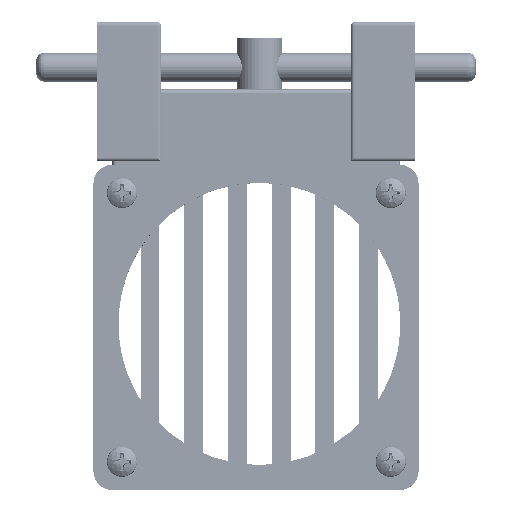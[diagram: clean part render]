
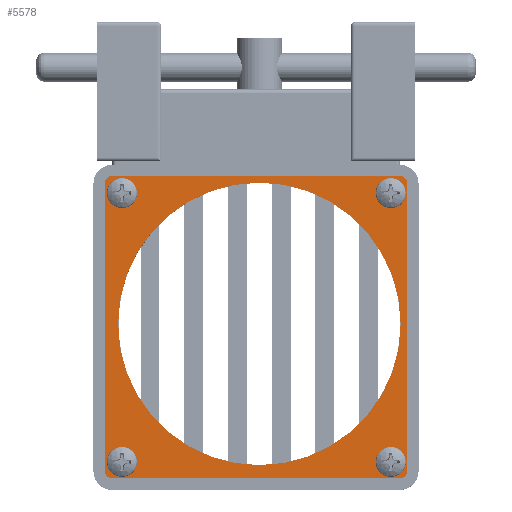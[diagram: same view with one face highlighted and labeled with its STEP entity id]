
A CAD part, top view. The second image highlights one B-rep face of the part: STEP entity #5578.
In plain terms, the highlighted planar face has unit normal (0, 0, 1).
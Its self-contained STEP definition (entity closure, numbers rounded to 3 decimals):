
#302=FACE_BOUND('',#777,.T.);
#303=FACE_BOUND('',#778,.T.);
#304=FACE_BOUND('',#779,.T.);
#305=FACE_BOUND('',#780,.T.);
#306=FACE_BOUND('',#781,.T.);
#440=FACE_OUTER_BOUND('',#776,.T.);
#776=EDGE_LOOP('',(#3852,#3853,#3854,#3855,#3856,#3857,#3858,#3859));
#777=EDGE_LOOP('',(#3860));
#778=EDGE_LOOP('',(#3861));
#779=EDGE_LOOP('',(#3862));
#780=EDGE_LOOP('',(#3863));
#781=EDGE_LOOP('',(#3864));
#1224=CIRCLE('',#5919,2.2);
#1225=CIRCLE('',#5921,2.2);
#1226=CIRCLE('',#5923,2.2);
#1227=CIRCLE('',#5925,2.2);
#1228=CIRCLE('',#5927,2.);
#1229=CIRCLE('',#5930,2.);
#1230=CIRCLE('',#5933,2.);
#1231=CIRCLE('',#5936,2.);
#1232=CIRCLE('',#5939,37.5);
#1492=LINE('',#8326,#1982);
#1495=LINE('',#8334,#1985);
#1498=LINE('',#8342,#1988);
#1501=LINE('',#8349,#1991);
#1982=VECTOR('',#6585,10.);
#1985=VECTOR('',#6594,10.);
#1988=VECTOR('',#6603,10.);
#1991=VECTOR('',#6612,10.);
#2479=VERTEX_POINT('',#8307);
#2480=VERTEX_POINT('',#8310);
#2481=VERTEX_POINT('',#8313);
#2482=VERTEX_POINT('',#8316);
#2483=VERTEX_POINT('',#8319);
#2484=VERTEX_POINT('',#8321);
#2485=VERTEX_POINT('',#8325);
#2486=VERTEX_POINT('',#8329);
#2487=VERTEX_POINT('',#8333);
#2488=VERTEX_POINT('',#8337);
#2489=VERTEX_POINT('',#8341);
#2490=VERTEX_POINT('',#8345);
#2491=VERTEX_POINT('',#8351);
#3021=EDGE_CURVE('',#2479,#2479,#1224,.T.);
#3022=EDGE_CURVE('',#2480,#2480,#1225,.T.);
#3023=EDGE_CURVE('',#2481,#2481,#1226,.T.);
#3024=EDGE_CURVE('',#2482,#2482,#1227,.T.);
#3026=EDGE_CURVE('',#2484,#2483,#1228,.T.);
#3028=EDGE_CURVE('',#2485,#2484,#1492,.T.);
#3030=EDGE_CURVE('',#2486,#2485,#1229,.T.);
#3032=EDGE_CURVE('',#2487,#2486,#1495,.T.);
#3034=EDGE_CURVE('',#2488,#2487,#1230,.T.);
#3036=EDGE_CURVE('',#2489,#2488,#1498,.T.);
#3038=EDGE_CURVE('',#2490,#2489,#1231,.T.);
#3040=EDGE_CURVE('',#2483,#2490,#1501,.T.);
#3041=EDGE_CURVE('',#2491,#2491,#1232,.T.);
#3852=ORIENTED_EDGE('',*,*,#3040,.T.);
#3853=ORIENTED_EDGE('',*,*,#3038,.T.);
#3854=ORIENTED_EDGE('',*,*,#3036,.T.);
#3855=ORIENTED_EDGE('',*,*,#3034,.T.);
#3856=ORIENTED_EDGE('',*,*,#3032,.T.);
#3857=ORIENTED_EDGE('',*,*,#3030,.T.);
#3858=ORIENTED_EDGE('',*,*,#3028,.T.);
#3859=ORIENTED_EDGE('',*,*,#3026,.T.);
#3860=ORIENTED_EDGE('',*,*,#3024,.T.);
#3861=ORIENTED_EDGE('',*,*,#3041,.T.);
#3862=ORIENTED_EDGE('',*,*,#3023,.T.);
#3863=ORIENTED_EDGE('',*,*,#3022,.T.);
#3864=ORIENTED_EDGE('',*,*,#3021,.T.);
#5386=PLANE('',#5938);
#5578=ADVANCED_FACE('',(#440,#302,#303,#304,#305,#306),#5386,.T.);
#5919=AXIS2_PLACEMENT_3D('',#8308,#6563,#6564);
#5921=AXIS2_PLACEMENT_3D('',#8311,#6567,#6568);
#5923=AXIS2_PLACEMENT_3D('',#8314,#6571,#6572);
#5925=AXIS2_PLACEMENT_3D('',#8317,#6575,#6576);
#5927=AXIS2_PLACEMENT_3D('',#8322,#6580,#6581);
#5930=AXIS2_PLACEMENT_3D('',#8330,#6589,#6590);
#5933=AXIS2_PLACEMENT_3D('',#8338,#6598,#6599);
#5936=AXIS2_PLACEMENT_3D('',#8346,#6607,#6608);
#5938=AXIS2_PLACEMENT_3D('',#8350,#6613,#6614);
#5939=AXIS2_PLACEMENT_3D('',#8352,#6615,#6616);
#6563=DIRECTION('center_axis',(0.,0.,-1.));
#6564=DIRECTION('ref_axis',(1.,0.,0.));
#6567=DIRECTION('center_axis',(0.,0.,-1.));
#6568=DIRECTION('ref_axis',(1.,0.,0.));
#6571=DIRECTION('center_axis',(0.,0.,-1.));
#6572=DIRECTION('ref_axis',(1.,0.,0.));
#6575=DIRECTION('center_axis',(0.,0.,-1.));
#6576=DIRECTION('ref_axis',(1.,0.,0.));
#6580=DIRECTION('center_axis',(0.,0.,1.));
#6581=DIRECTION('ref_axis',(0.,-1.,0.));
#6585=DIRECTION('',(1.,0.,0.));
#6589=DIRECTION('center_axis',(0.,0.,1.));
#6590=DIRECTION('ref_axis',(-1.,0.,0.));
#6594=DIRECTION('',(0.,-1.,0.));
#6598=DIRECTION('center_axis',(0.,0.,1.));
#6599=DIRECTION('ref_axis',(0.,1.,0.));
#6603=DIRECTION('',(-1.,0.,0.));
#6607=DIRECTION('center_axis',(0.,0.,1.));
#6608=DIRECTION('ref_axis',(1.,0.,0.));
#6612=DIRECTION('',(0.,1.,0.));
#6613=DIRECTION('center_axis',(0.,0.,1.));
#6614=DIRECTION('ref_axis',(1.,0.,0.));
#6615=DIRECTION('center_axis',(0.,0.,-1.));
#6616=DIRECTION('ref_axis',(1.,0.,0.));
#8307=CARTESIAN_POINT('',(32.653,-36.647,25.));
#8308=CARTESIAN_POINT('Origin',(34.853,-36.647,25.));
#8310=CARTESIAN_POINT('',(32.653,34.693,25.));
#8311=CARTESIAN_POINT('Origin',(34.853,34.693,25.));
#8313=CARTESIAN_POINT('',(-38.687,-36.647,25.));
#8314=CARTESIAN_POINT('Origin',(-36.487,-36.647,25.));
#8316=CARTESIAN_POINT('',(-38.687,34.693,25.));
#8317=CARTESIAN_POINT('Origin',(-36.487,34.693,25.));
#8319=CARTESIAN_POINT('',(39.253,-39.047,25.));
#8321=CARTESIAN_POINT('',(37.253,-41.047,25.));
#8322=CARTESIAN_POINT('Origin',(37.253,-39.047,25.));
#8325=CARTESIAN_POINT('',(-39.047,-41.047,25.));
#8326=CARTESIAN_POINT('',(-19.972,-41.047,25.));
#8329=CARTESIAN_POINT('',(-41.047,-39.047,25.));
#8330=CARTESIAN_POINT('Origin',(-39.047,-39.047,25.));
#8333=CARTESIAN_POINT('',(-41.047,37.253,25.));
#8334=CARTESIAN_POINT('',(-41.047,18.178,25.));
#8337=CARTESIAN_POINT('',(-39.047,39.253,25.));
#8338=CARTESIAN_POINT('Origin',(-39.047,37.253,25.));
#8341=CARTESIAN_POINT('',(37.253,39.253,25.));
#8342=CARTESIAN_POINT('',(18.178,39.253,25.));
#8345=CARTESIAN_POINT('',(39.253,37.253,25.));
#8346=CARTESIAN_POINT('Origin',(37.253,37.253,25.));
#8349=CARTESIAN_POINT('',(39.253,-19.972,25.));
#8350=CARTESIAN_POINT('Origin',(-0.897,-0.897,25.));
#8351=CARTESIAN_POINT('',(-37.5,0.,25.));
#8352=CARTESIAN_POINT('Origin',(0.,0.,25.));
